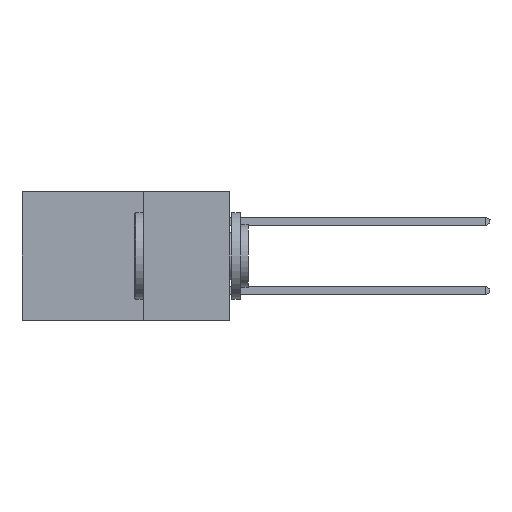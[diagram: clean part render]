
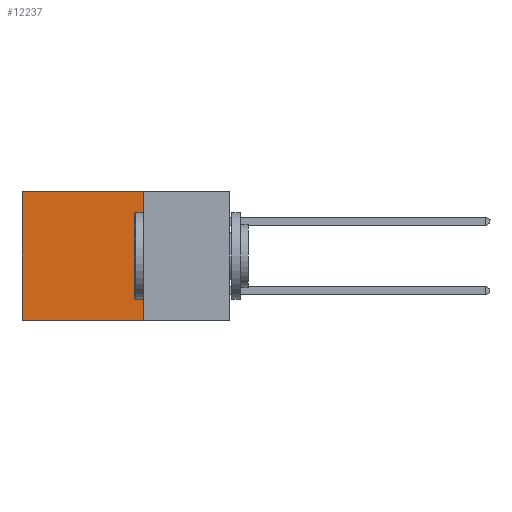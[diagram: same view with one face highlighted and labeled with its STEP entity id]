
A CAD part, left-side view. The second image highlights one B-rep face of the part: STEP entity #12237.
In plain terms, the highlighted planar face has unit normal (-1, 0, 0).
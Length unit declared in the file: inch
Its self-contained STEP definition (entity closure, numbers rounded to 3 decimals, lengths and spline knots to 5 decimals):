
#251 = EDGE_LOOP ( 'NONE', ( #2868, #26584, #23217, #5349 ) ) ;
#1640 = FACE_OUTER_BOUND ( 'NONE', #251, .T. ) ;
#1784 = LINE ( 'NONE', #5997, #14111 ) ;
#2213 = LINE ( 'NONE', #32195, #21446 ) ;
#2450 = VERTEX_POINT ( 'NONE', #24098 ) ;
#2868 = ORIENTED_EDGE ( 'NONE', *, *, #3306, .T. ) ;
#3149 = VERTEX_POINT ( 'NONE', #19352 ) ;
#3306 = EDGE_CURVE ( 'NONE', #3149, #21614, #2213, .T. ) ;
#4056 = PLANE ( 'NONE',  #4819 ) ;
#4658 = CARTESIAN_POINT ( 'NONE',  ( 0.298, 0.6, -0.37 ) ) ;
#4819 = AXIS2_PLACEMENT_3D ( 'NONE', #30157, #32667, #6589 ) ;
#5349 = ORIENTED_EDGE ( 'NONE', *, *, #20391, .T. ) ;
#5997 = CARTESIAN_POINT ( 'NONE',  ( 0.298, 0.25, -0.37 ) ) ;
#6589 = DIRECTION ( 'NONE',  ( 0., 0., -1. ) ) ;
#6865 = DIRECTION ( 'NONE',  ( 0., 0., -1. ) ) ;
#8220 = CARTESIAN_POINT ( 'NONE',  ( 0.298, 0.25, 0. ) ) ;
#8619 = DIRECTION ( 'NONE',  ( 0., 0., -1. ) ) ;
#11325 = DIRECTION ( 'NONE',  ( 0., 1., 0. ) ) ;
#12237 = ADVANCED_FACE ( 'NONE', ( #1640 ), #4056, .F. ) ;
#12311 = VECTOR ( 'NONE', #6865, 39.37008 ) ;
#13685 = CARTESIAN_POINT ( 'NONE',  ( 0.298, 0.25, -0.37 ) ) ;
#13693 = VERTEX_POINT ( 'NONE', #13685 ) ;
#14111 = VECTOR ( 'NONE', #11325, 39.37008 ) ;
#19352 = CARTESIAN_POINT ( 'NONE',  ( 0.298, 0.6, 0. ) ) ;
#20391 = EDGE_CURVE ( 'NONE', #2450, #3149, #29620, .T. ) ;
#21446 = VECTOR ( 'NONE', #8619, 39.37008 ) ;
#21614 = VERTEX_POINT ( 'NONE', #4658 ) ;
#23217 = ORIENTED_EDGE ( 'NONE', *, *, #27494, .F. ) ;
#24098 = CARTESIAN_POINT ( 'NONE',  ( 0.298, 0.25, 0. ) ) ;
#25994 = EDGE_CURVE ( 'NONE', #13693, #21614, #1784, .T. ) ;
#26502 = DIRECTION ( 'NONE',  ( 0., 1., 0. ) ) ;
#26584 = ORIENTED_EDGE ( 'NONE', *, *, #25994, .F. ) ;
#27494 = EDGE_CURVE ( 'NONE', #2450, #13693, #33225, .T. ) ;
#29620 = LINE ( 'NONE', #8220, #31680 ) ;
#30157 = CARTESIAN_POINT ( 'NONE',  ( 0.298, 0.25, 0. ) ) ;
#31680 = VECTOR ( 'NONE', #26502, 39.37008 ) ;
#31844 = CARTESIAN_POINT ( 'NONE',  ( 0.298, 0.25, 0. ) ) ;
#32195 = CARTESIAN_POINT ( 'NONE',  ( 0.298, 0.6, 0. ) ) ;
#32667 = DIRECTION ( 'NONE',  ( 1., 0., 0. ) ) ;
#33225 = LINE ( 'NONE', #31844, #12311 ) ;
